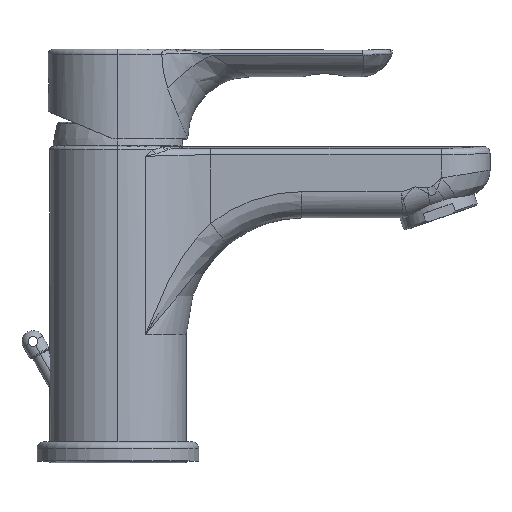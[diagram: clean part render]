
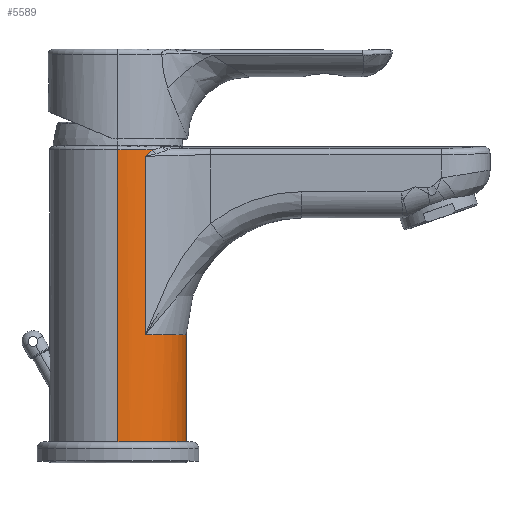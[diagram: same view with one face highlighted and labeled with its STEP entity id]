
A CAD part, top view. The second image highlights one B-rep face of the part: STEP entity #5589.
In plain terms, the highlighted cylindrical face has radius 21 mm (diameter 42 mm), a partial arc.
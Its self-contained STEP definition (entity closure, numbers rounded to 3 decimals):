
#971 = CIRCLE ( 'NONE', #36478, 21. ) ;
#1217 = CARTESIAN_POINT ( 'NONE',  ( 0., 90., -21. ) ) ;
#1570 = CARTESIAN_POINT ( 'NONE',  ( 8.449, 91., 19.225 ) ) ;
#1745 = CARTESIAN_POINT ( 'NONE',  ( 0., 0., -21. ) ) ;
#2014 = VERTEX_POINT ( 'NONE', #18164 ) ;
#2377 = CARTESIAN_POINT ( 'NONE',  ( 8.449, 33., -19.225 ) ) ;
#3103 = VERTEX_POINT ( 'NONE', #2377 ) ;
#3185 = ORIENTED_EDGE ( 'NONE', *, *, #5876, .T. ) ;
#3351 = DIRECTION ( 'NONE',  ( 0., -1., 0. ) ) ;
#3739 = EDGE_CURVE ( 'NONE', #3103, #36839, #36800, .T. ) ;
#5203 = CARTESIAN_POINT ( 'NONE',  ( 0., 0., 21. ) ) ;
#5347 = LINE ( 'NONE', #1570, #19760 ) ;
#5482 = CARTESIAN_POINT ( 'NONE',  ( 0., 90., 21. ) ) ;
#5589 = ADVANCED_FACE ( 'NONE', ( #13475 ), #12426, .T. ) ;
#5650 = CARTESIAN_POINT ( 'NONE',  ( 10.067, 89.32, 18.453 ) ) ;
#5669 = CARTESIAN_POINT ( 'NONE',  ( 0., 90., 0. ) ) ;
#5876 = EDGE_CURVE ( 'NONE', #8608, #7253, #21717, .T. ) ;
#5887 = CARTESIAN_POINT ( 'NONE',  ( 8.449, 87.908, 19.225 ) ) ;
#7005 = CARTESIAN_POINT ( 'NONE',  ( 0., 90., 0. ) ) ;
#7253 = VERTEX_POINT ( 'NONE', #5482 ) ;
#8261 = CARTESIAN_POINT ( 'NONE',  ( 0., 91., -21. ) ) ;
#8608 = VERTEX_POINT ( 'NONE', #28200 ) ;
#9043 = CARTESIAN_POINT ( 'NONE',  ( 9.268, 88.617, 18.866 ) ) ;
#9434 = VECTOR ( 'NONE', #19590, 1000. ) ;
#9482 = EDGE_CURVE ( 'NONE', #7253, #32546, #31487, .T. ) ;
#10653 = ORIENTED_EDGE ( 'NONE', *, *, #39701, .T. ) ;
#11396 = ORIENTED_EDGE ( 'NONE', *, *, #28354, .F. ) ;
#11729 = EDGE_LOOP ( 'NONE', ( #3185, #13979, #26874, #11396, #27350, #21511, #10653, #34591, #39956, #20285 ) ) ;
#11953 = CARTESIAN_POINT ( 'NONE',  ( 9.268, 88.617, -18.866 ) ) ;
#12426 = CYLINDRICAL_SURFACE ( 'NONE', #14528, 21. ) ;
#12917 = B_SPLINE_CURVE_WITH_KNOTS ( 'NONE', 3,
 ( #5887, #9043, #5650, #37786 ),
 .UNSPECIFIED., .F., .F.,
 ( 4, 4 ),
 ( 0., 0.003 ),
 .UNSPECIFIED. ) ;
#13098 = CARTESIAN_POINT ( 'NONE',  ( 0., 91., 21. ) ) ;
#13475 = FACE_OUTER_BOUND ( 'NONE', #11729, .T. ) ;
#13592 = LINE ( 'NONE', #8261, #32076 ) ;
#13979 = ORIENTED_EDGE ( 'NONE', *, *, #9482, .T. ) ;
#14528 = AXIS2_PLACEMENT_3D ( 'NONE', #39185, #16553, #17396 ) ;
#15154 = CARTESIAN_POINT ( 'NONE',  ( 10.067, 89.32, -18.453 ) ) ;
#15295 = CARTESIAN_POINT ( 'NONE',  ( 10.853, 90., -17.978 ) ) ;
#15576 = CARTESIAN_POINT ( 'NONE',  ( 8.449, 33., 19.225 ) ) ;
#16553 = DIRECTION ( 'NONE',  ( 0., -1., 0. ) ) ;
#17396 = DIRECTION ( 'NONE',  ( 0., 0., -1. ) ) ;
#18007 = VERTEX_POINT ( 'NONE', #20009 ) ;
#18164 = CARTESIAN_POINT ( 'NONE',  ( 8.449, 87.908, -19.225 ) ) ;
#19590 = DIRECTION ( 'NONE',  ( 0., -1., 0. ) ) ;
#19723 = DIRECTION ( 'NONE',  ( 0., -1., 0. ) ) ;
#19760 = VECTOR ( 'NONE', #31109, 1000. ) ;
#19936 = DIRECTION ( 'NONE',  ( 0., -1., 0. ) ) ;
#20009 = CARTESIAN_POINT ( 'NONE',  ( 8.449, 87.908, 19.225 ) ) ;
#20285 = ORIENTED_EDGE ( 'NONE', *, *, #23847, .T. ) ;
#20439 = DIRECTION ( 'NONE',  ( 0., 0., 1. ) ) ;
#20725 = CARTESIAN_POINT ( 'NONE',  ( 0., 33., 0. ) ) ;
#21087 = B_SPLINE_CURVE_WITH_KNOTS ( 'NONE', 3,
 ( #15295, #15154, #11953, #28308 ),
 .UNSPECIFIED., .F., .F.,
 ( 4, 4 ),
 ( 0., 0.003 ),
 .UNSPECIFIED. ) ;
#21274 = AXIS2_PLACEMENT_3D ( 'NONE', #5669, #41645, #31923 ) ;
#21511 = ORIENTED_EDGE ( 'NONE', *, *, #29940, .T. ) ;
#21717 = CIRCLE ( 'NONE', #31613, 21. ) ;
#21836 = VECTOR ( 'NONE', #3351, 1000. ) ;
#22023 = CARTESIAN_POINT ( 'NONE',  ( 10.853, 90., -17.978 ) ) ;
#22150 = VERTEX_POINT ( 'NONE', #1217 ) ;
#22353 = CARTESIAN_POINT ( 'NONE',  ( 0., 0., 0. ) ) ;
#23464 = VERTEX_POINT ( 'NONE', #22023 ) ;
#23847 = EDGE_CURVE ( 'NONE', #18007, #8608, #12917, .T. ) ;
#25634 = DIRECTION ( 'NONE',  ( 0., 1., 0. ) ) ;
#26381 = EDGE_CURVE ( 'NONE', #32546, #41559, #971, .T. ) ;
#26874 = ORIENTED_EDGE ( 'NONE', *, *, #26381, .T. ) ;
#27279 = DIRECTION ( 'NONE',  ( 0., -1., 0. ) ) ;
#27350 = ORIENTED_EDGE ( 'NONE', *, *, #30692, .T. ) ;
#27372 = AXIS2_PLACEMENT_3D ( 'NONE', #20725, #27279, #20439 ) ;
#28200 = CARTESIAN_POINT ( 'NONE',  ( 10.853, 90., 17.978 ) ) ;
#28308 = CARTESIAN_POINT ( 'NONE',  ( 8.449, 87.908, -19.225 ) ) ;
#28354 = EDGE_CURVE ( 'NONE', #22150, #41559, #13592, .T. ) ;
#28779 = CIRCLE ( 'NONE', #21274, 21. ) ;
#29940 = EDGE_CURVE ( 'NONE', #23464, #2014, #21087, .T. ) ;
#30692 = EDGE_CURVE ( 'NONE', #22150, #23464, #28779, .T. ) ;
#31109 = DIRECTION ( 'NONE',  ( 0., 1., 0. ) ) ;
#31487 = LINE ( 'NONE', #13098, #9434 ) ;
#31613 = AXIS2_PLACEMENT_3D ( 'NONE', #7005, #19936, #39695 ) ;
#31923 = DIRECTION ( 'NONE',  ( 0., 0., 1. ) ) ;
#32076 = VECTOR ( 'NONE', #19723, 1000. ) ;
#32230 = DIRECTION ( 'NONE',  ( 0., 0., 1. ) ) ;
#32546 = VERTEX_POINT ( 'NONE', #5203 ) ;
#34548 = EDGE_CURVE ( 'NONE', #36839, #18007, #5347, .T. ) ;
#34591 = ORIENTED_EDGE ( 'NONE', *, *, #3739, .T. ) ;
#36478 = AXIS2_PLACEMENT_3D ( 'NONE', #22353, #25634, #32230 ) ;
#36800 = CIRCLE ( 'NONE', #27372, 21. ) ;
#36839 = VERTEX_POINT ( 'NONE', #15576 ) ;
#37786 = CARTESIAN_POINT ( 'NONE',  ( 10.853, 90., 17.978 ) ) ;
#39185 = CARTESIAN_POINT ( 'NONE',  ( 0., 91., 0. ) ) ;
#39280 = LINE ( 'NONE', #39767, #21836 ) ;
#39695 = DIRECTION ( 'NONE',  ( 0., 0., 1. ) ) ;
#39701 = EDGE_CURVE ( 'NONE', #2014, #3103, #39280, .T. ) ;
#39767 = CARTESIAN_POINT ( 'NONE',  ( 8.449, 91., -19.225 ) ) ;
#39956 = ORIENTED_EDGE ( 'NONE', *, *, #34548, .T. ) ;
#41559 = VERTEX_POINT ( 'NONE', #1745 ) ;
#41645 = DIRECTION ( 'NONE',  ( 0., -1., 0. ) ) ;
